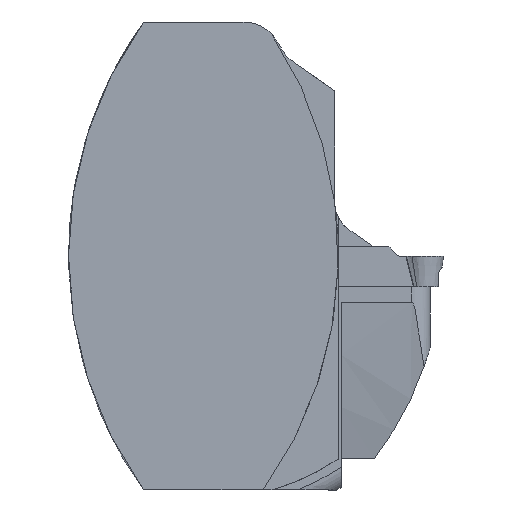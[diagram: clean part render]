
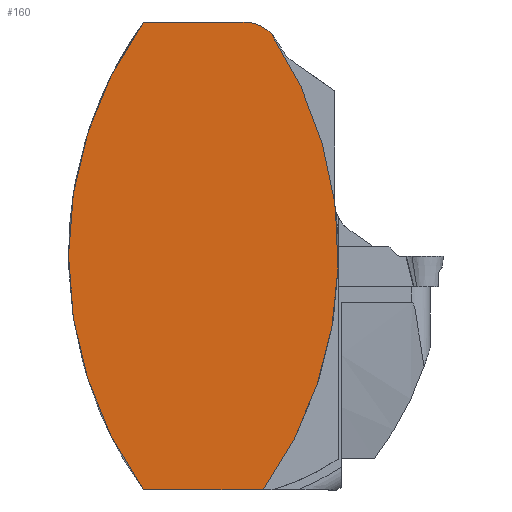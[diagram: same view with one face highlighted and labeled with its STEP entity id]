
A CAD part, top view. The second image highlights one B-rep face of the part: STEP entity #160.
In plain terms, the highlighted planar face has unit normal (0, 0, 1).
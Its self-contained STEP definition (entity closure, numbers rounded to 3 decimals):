
#160=ADVANCED_FACE('',(#254),#224,.T.);
#224=PLANE('',#1436);
#254=FACE_OUTER_BOUND('',#319,.T.);
#319=EDGE_LOOP('',(#573,#574,#575,#576,#577,#578,#579));
#386=CIRCLE('',#1431,60.25);
#387=CIRCLE('',#1432,60.25);
#388=CIRCLE('',#1433,5.);
#389=CIRCLE('',#1434,60.25);
#390=CIRCLE('',#1435,6.);
#423=LINE('',#1934,#490);
#424=LINE('',#1939,#491);
#490=VECTOR('',#1548,1.);
#491=VECTOR('',#1551,1.);
#573=ORIENTED_EDGE('',*,*,#1090,.F.);
#574=ORIENTED_EDGE('',*,*,#1091,.T.);
#575=ORIENTED_EDGE('',*,*,#1092,.T.);
#576=ORIENTED_EDGE('',*,*,#1093,.F.);
#577=ORIENTED_EDGE('',*,*,#1094,.F.);
#578=ORIENTED_EDGE('',*,*,#1095,.F.);
#579=ORIENTED_EDGE('',*,*,#1096,.F.);
#953=VERTEX_POINT('',#1935);
#954=VERTEX_POINT('',#1936);
#955=VERTEX_POINT('',#1938);
#956=VERTEX_POINT('',#1940);
#957=VERTEX_POINT('',#1942);
#958=VERTEX_POINT('',#1944);
#959=VERTEX_POINT('',#1946);
#1090=EDGE_CURVE('',#953,#954,#423,.T.);
#1091=EDGE_CURVE('',#953,#955,#386,.T.);
#1092=EDGE_CURVE('',#955,#956,#424,.T.);
#1093=EDGE_CURVE('',#957,#956,#387,.T.);
#1094=EDGE_CURVE('',#958,#957,#388,.T.);
#1095=EDGE_CURVE('',#959,#958,#389,.T.);
#1096=EDGE_CURVE('',#954,#959,#390,.T.);
#1431=AXIS2_PLACEMENT_3D('',#1937,#1549,#1550);
#1432=AXIS2_PLACEMENT_3D('',#1941,#1552,#1553);
#1433=AXIS2_PLACEMENT_3D('',#1943,#1554,#1555);
#1434=AXIS2_PLACEMENT_3D('',#1945,#1556,#1557);
#1435=AXIS2_PLACEMENT_3D('',#1947,#1558,#1559);
#1436=AXIS2_PLACEMENT_3D('',#1948,#1560,#1561);
#1548=DIRECTION('',(1.,0.,0.));
#1549=DIRECTION('',(0.,0.,1.));
#1550=DIRECTION('',(1.,0.,0.));
#1551=DIRECTION('',(1.,0.,0.));
#1552=DIRECTION('',(0.,0.,-1.));
#1553=DIRECTION('',(1.,0.,0.));
#1554=DIRECTION('',(0.,0.,1.));
#1555=DIRECTION('',(1.,0.,0.));
#1556=DIRECTION('',(0.,0.,-1.));
#1557=DIRECTION('',(1.,0.,0.));
#1558=DIRECTION('',(0.,0.,-1.));
#1559=DIRECTION('',(1.,0.,0.));
#1560=DIRECTION('',(0.,0.,1.));
#1561=DIRECTION('',(-1.,0.,0.));
#1934=CARTESIAN_POINT('',(31.25,35.,0.));
#1935=CARTESIAN_POINT('',(-8.891,35.,0.));
#1936=CARTESIAN_POINT('',(5.998,35.,0.));
#1937=CARTESIAN_POINT('',(40.15,0.,0.));
#1938=CARTESIAN_POINT('',(-8.891,-35.,0.));
#1939=CARTESIAN_POINT('',(31.25,-35.,0.));
#1940=CARTESIAN_POINT('',(9.041,-35.,0.));
#1941=CARTESIAN_POINT('',(-40.,0.,0.));
#1942=CARTESIAN_POINT('',(19.847,6.956,0.));
#1943=CARTESIAN_POINT('',(24.726,8.05,0.));
#1944=CARTESIAN_POINT('',(19.728,7.915,0.));
#1945=CARTESIAN_POINT('',(-40.,0.,0.));
#1946=CARTESIAN_POINT('',(10.267,33.216,0.));
#1947=CARTESIAN_POINT('',(5.998,29.,0.));
#1948=CARTESIAN_POINT('',(-20.25,35.,0.));
